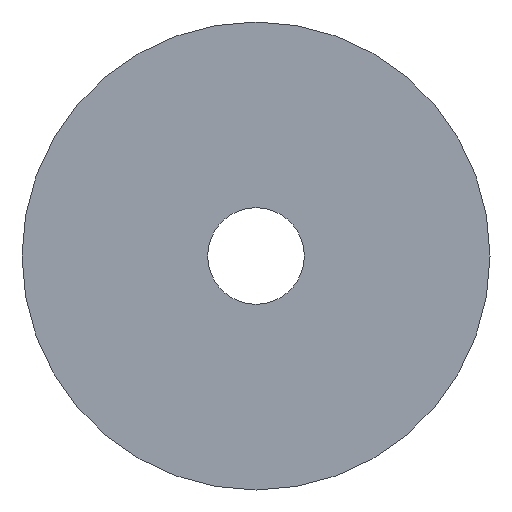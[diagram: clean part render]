
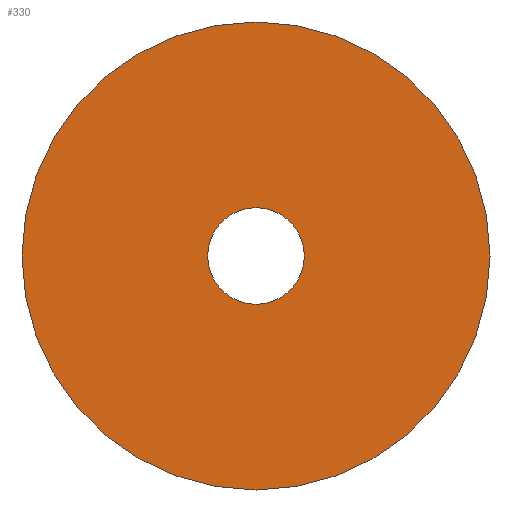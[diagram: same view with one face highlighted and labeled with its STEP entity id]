
A CAD part, left-side view. The second image highlights one B-rep face of the part: STEP entity #330.
In plain terms, the highlighted planar face has unit normal (-1, 0, 0).
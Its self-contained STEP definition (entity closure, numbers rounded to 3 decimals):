
#29=CARTESIAN_POINT('',(-7.,0.,0.));
#30=DIRECTION('',(-1.,0.,0.));
#31=DIRECTION('',(0.,0.,-1.));
#32=AXIS2_PLACEMENT_3D('',#29,#30,#31);
#34=CARTESIAN_POINT('',(-7.,0.,0.));
#35=DIRECTION('',(1.,0.,0.));
#36=DIRECTION('',(0.,0.,-1.));
#37=AXIS2_PLACEMENT_3D('',#34,#35,#36);
#39=CARTESIAN_POINT('',(-7.,0.,0.));
#40=DIRECTION('',(-1.,0.,0.));
#41=DIRECTION('',(0.,1.,0.));
#42=AXIS2_PLACEMENT_3D('',#39,#40,#41);
#44=CARTESIAN_POINT('',(-7.,0.,0.));
#45=DIRECTION('',(-1.,0.,0.));
#46=DIRECTION('',(0.,-1.,0.));
#47=AXIS2_PLACEMENT_3D('',#44,#45,#46);
#209=CARTESIAN_POINT('',(-7.,0.,-15.));
#210=CARTESIAN_POINT('',(-7.,0.,15.));
#211=VERTEX_POINT('',#209);
#212=VERTEX_POINT('',#210);
#217=CARTESIAN_POINT('',(-7.,3.1,0.));
#218=CARTESIAN_POINT('',(-7.,-3.1,0.));
#219=VERTEX_POINT('',#217);
#220=VERTEX_POINT('',#218);
#315=CARTESIAN_POINT('',(-7.,0.,0.));
#316=DIRECTION('',(1.,0.,0.));
#317=DIRECTION('',(0.,0.,1.));
#318=AXIS2_PLACEMENT_3D('',#315,#316,#317);
#319=PLANE('',#318);
#320=ORIENTED_EDGE('',*,*,#309,.F.);
#321=ORIENTED_EDGE('',*,*,#266,.T.);
#322=EDGE_LOOP('',(#320,#321));
#323=FACE_OUTER_BOUND('',#322,.F.);
#325=ORIENTED_EDGE('',*,*,#324,.T.);
#327=ORIENTED_EDGE('',*,*,#326,.T.);
#328=EDGE_LOOP('',(#325,#327));
#329=FACE_BOUND('',#328,.F.);
#330=ADVANCED_FACE('',(#323,#329),#319,.F.);
#33=CIRCLE('',#32,15.);
#38=CIRCLE('',#37,15.);
#43=CIRCLE('',#42,3.1);
#48=CIRCLE('',#47,3.1);
#266=EDGE_CURVE('',#211,#212,#38,.T.);
#309=EDGE_CURVE('',#211,#212,#33,.T.);
#324=EDGE_CURVE('',#219,#220,#43,.T.);
#326=EDGE_CURVE('',#220,#219,#48,.T.);
